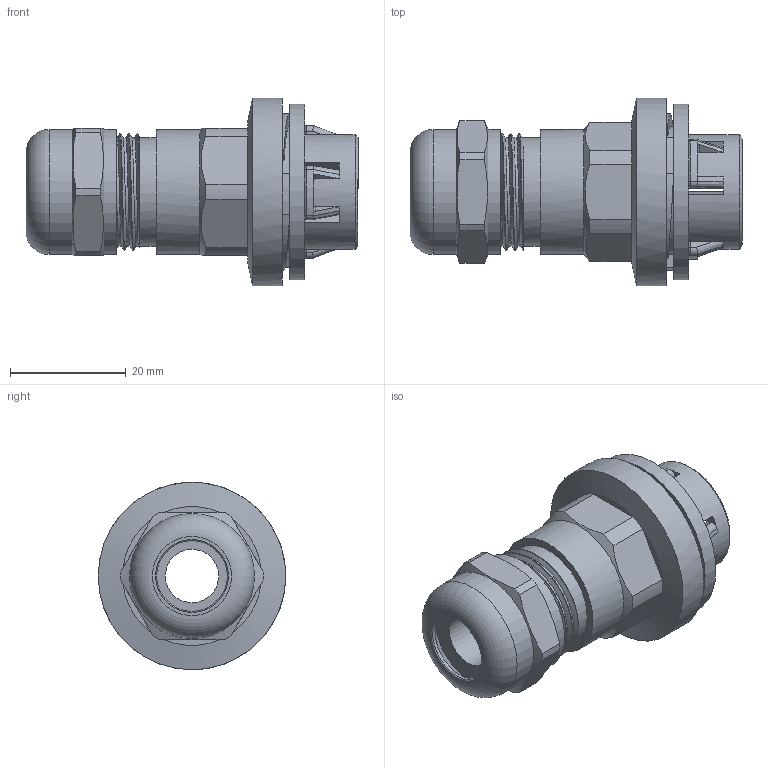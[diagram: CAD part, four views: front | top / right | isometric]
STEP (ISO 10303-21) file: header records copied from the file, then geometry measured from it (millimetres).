
FILE_DESCRIPTION(/* description */ ('Front-Fix M20, KB: 5-9 mm'),/* implementation_level */ '2;1');
FILE_NAME(/* name */ 'FRONTFIX6020R-RST.stp',/* time_stamp */ '2021-07-20T07:47:37+02:00',/* author */ ('sl'),/* organization */ (''),/* preprocessor_version */ 'ST-DEVELOPER v16.5',/* originating_system */ 'Autodesk Inventor 2017',/* authorisation */ '');
FILE_SCHEMA (('AUTOMOTIVE_DESIGN { 1 0 10303 214 3 1 1 }'));
Length unit declared in the file: millimetre
Products named in the file (8): FRONTFIX6020R; FRONTFIX6020; FRONTFIX6020_1; FRONTFIX6020R_1; FRONTFIX6020_2; FRONTFIX6020_3; FRONTFIX6020_4; FRONTFIX6020_5
Assembly tree (7 placements, depth 2):
  FRONTFIX6020R
    FRONTFIX6020
    FRONTFIX6020_1
    FRONTFIX6020R_1
    FRONTFIX6020_2
    FRONTFIX6020_3
    FRONTFIX6020_4
    FRONTFIX6020_5
Bounding box: 57.28 x 32.35 x 32.35 mm (x, y, z)
Volume: 12598.4 mm3; surface area: 17689.7 mm2
Topology: 7 solids, 7 shells, 537 faces, 1369 edges, 843 vertices
Faces by surface type: cylinder 191, plane 190, torus 57, bspline 55, cone 30, sphere 14
Full cylindrical faces by diameter (mm): 9.2 x1, 12.17 x1, 12.71 x1, 13.21 x1, 14.56 x1, 14.6 x1, 14.62 x1, 15.38 x1, 15.44 x1, 15.72 x1, 15.75 x1, 16.8 x1, 18.738 x3, 18.85 x1, 19.2 x6, 19.83 x1, 20 x1, 21.53 x1, 21.58 x2, 27.35 x1, 30.26 x1, 30.4 x1, 32.35 x1
Entity records: 21156 total; most frequent: CARTESIAN_POINT 8609, DIRECTION 2632, ORIENTED_EDGE 2560, EDGE_CURVE 1280, AXIS2_PLACEMENT_3D 1051, VERTEX_POINT 807, EDGE_LOOP 587, CIRCLE 541
